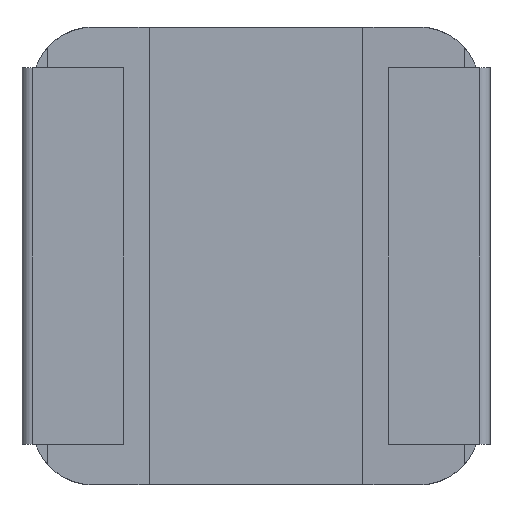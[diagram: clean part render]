
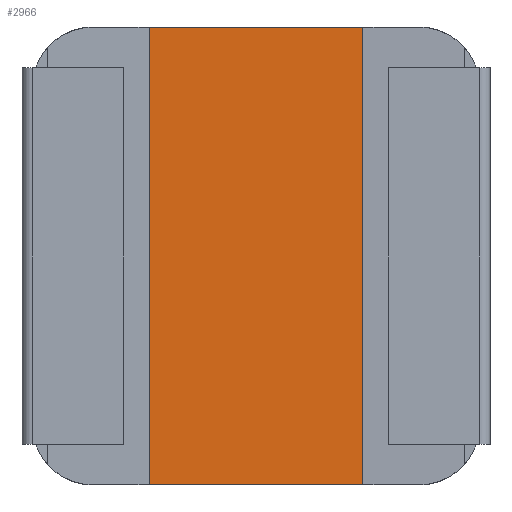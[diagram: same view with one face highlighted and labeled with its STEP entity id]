
A CAD part, front view. The second image highlights one B-rep face of the part: STEP entity #2966.
In plain terms, the highlighted planar face has unit normal (0, -1, 0).
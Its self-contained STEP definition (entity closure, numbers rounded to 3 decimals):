
#139 = EDGE_CURVE ( 'NONE', #4501, #3219, #1447, .T. ) ;
#359 = DIRECTION ( 'NONE',  ( 0., 0., 1. ) ) ;
#673 = PLANE ( 'NONE',  #3062 ) ;
#736 = EDGE_CURVE ( 'NONE', #5612, #3219, #888, .T. ) ;
#791 = DIRECTION ( 'NONE',  ( 0., 1., 0. ) ) ;
#888 = LINE ( 'NONE', #1213, #3635 ) ;
#1005 = EDGE_CURVE ( 'NONE', #4501, #5594, #3221, .T. ) ;
#1020 = ORIENTED_EDGE ( 'NONE', *, *, #736, .F. ) ;
#1116 = CARTESIAN_POINT ( 'NONE',  ( 5.25, 0., -11.25 ) ) ;
#1213 = CARTESIAN_POINT ( 'NONE',  ( -11., 0., 11.25 ) ) ;
#1278 = LINE ( 'NONE', #5265, #2272 ) ;
#1364 = CARTESIAN_POINT ( 'NONE',  ( 5.25, 0., -11.25 ) ) ;
#1447 = LINE ( 'NONE', #1116, #1520 ) ;
#1487 = CARTESIAN_POINT ( 'NONE',  ( -5.25, 0., 11.25 ) ) ;
#1520 = VECTOR ( 'NONE', #4744, 1000. ) ;
#1550 = FACE_OUTER_BOUND ( 'NONE', #3946, .T. ) ;
#1846 = CARTESIAN_POINT ( 'NONE',  ( 5.25, 0., 11.25 ) ) ;
#1866 = CARTESIAN_POINT ( 'NONE',  ( -11., 0., -11.25 ) ) ;
#2110 = ORIENTED_EDGE ( 'NONE', *, *, #139, .T. ) ;
#2142 = DIRECTION ( 'NONE',  ( 1., 0., 0. ) ) ;
#2272 = VECTOR ( 'NONE', #5326, 1000. ) ;
#2625 = CARTESIAN_POINT ( 'NONE',  ( 0., 0., 0. ) ) ;
#2966 = ADVANCED_FACE ( 'NONE', ( #1550 ), #673, .F. ) ;
#3062 = AXIS2_PLACEMENT_3D ( 'NONE', #2625, #791, #359 ) ;
#3219 = VERTEX_POINT ( 'NONE', #1846 ) ;
#3221 = LINE ( 'NONE', #1866, #4725 ) ;
#3635 = VECTOR ( 'NONE', #2142, 1000. ) ;
#3876 = ORIENTED_EDGE ( 'NONE', *, *, #3941, .F. ) ;
#3941 = EDGE_CURVE ( 'NONE', #5594, #5612, #1278, .T. ) ;
#3946 = EDGE_LOOP ( 'NONE', ( #1020, #3876, #4715, #2110 ) ) ;
#4229 = DIRECTION ( 'NONE',  ( -1., 0., 0. ) ) ;
#4501 = VERTEX_POINT ( 'NONE', #1364 ) ;
#4715 = ORIENTED_EDGE ( 'NONE', *, *, #1005, .F. ) ;
#4725 = VECTOR ( 'NONE', #4229, 1000. ) ;
#4744 = DIRECTION ( 'NONE',  ( 0., 0., 1. ) ) ;
#5265 = CARTESIAN_POINT ( 'NONE',  ( -5.25, 0., -11.25 ) ) ;
#5326 = DIRECTION ( 'NONE',  ( 0., 0., 1. ) ) ;
#5576 = CARTESIAN_POINT ( 'NONE',  ( -5.25, 0., -11.25 ) ) ;
#5594 = VERTEX_POINT ( 'NONE', #5576 ) ;
#5612 = VERTEX_POINT ( 'NONE', #1487 ) ;
